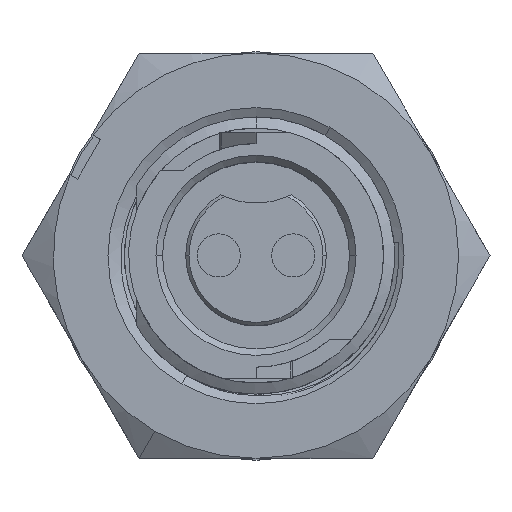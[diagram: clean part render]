
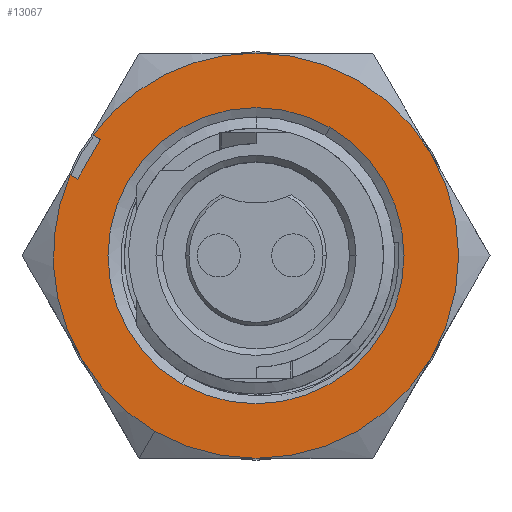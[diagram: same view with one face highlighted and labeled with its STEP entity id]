
A CAD part, top view. The second image highlights one B-rep face of the part: STEP entity #13067.
In plain terms, the highlighted planar face has unit normal (0, 0, 1).
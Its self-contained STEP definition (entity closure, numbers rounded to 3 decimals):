
#92 = EDGE_CURVE ( 'NONE', #9913, #5795, #10063, .T. ) ;
#122 = CARTESIAN_POINT ( 'NONE',  ( -6.934, 2.977, 10.236 ) ) ;
#160 = DIRECTION ( 'NONE',  ( 0., 0., -1. ) ) ;
#466 = DIRECTION ( 'NONE',  ( -0.5, -0.866, 0. ) ) ;
#599 = CIRCLE ( 'NONE', #13962, 7.874 ) ;
#619 = CIRCLE ( 'NONE', #10547, 7.874 ) ;
#672 = ORIENTED_EDGE ( 'NONE', *, *, #8056, .F. ) ;
#683 = CARTESIAN_POINT ( 'NONE',  ( -6.045, 4.516, 10.236 ) ) ;
#693 = ORIENTED_EDGE ( 'NONE', *, *, #7436, .T. ) ;
#814 = VERTEX_POINT ( 'NONE', #2838 ) ;
#1056 = ORIENTED_EDGE ( 'NONE', *, *, #8290, .F. ) ;
#1059 = PLANE ( 'NONE',  #10319 ) ;
#1144 = ORIENTED_EDGE ( 'NONE', *, *, #92, .F. ) ;
#1176 = ORIENTED_EDGE ( 'NONE', *, *, #10774, .F. ) ;
#1271 = DIRECTION ( 'NONE',  ( -0.5, -0.866, 0. ) ) ;
#1291 = AXIS2_PLACEMENT_3D ( 'NONE', #12755, #12829, #2850 ) ;
#1539 = AXIS2_PLACEMENT_3D ( 'NONE', #13537, #10425, #466 ) ;
#1738 = CARTESIAN_POINT ( 'NONE',  ( -6.934, 2.977, 10.236 ) ) ;
#1812 = CARTESIAN_POINT ( 'NONE',  ( 0., 0., 10.236 ) ) ;
#1894 = CARTESIAN_POINT ( 'NONE',  ( -7.22, 3.142, 10.236 ) ) ;
#2116 = CARTESIAN_POINT ( 'NONE',  ( 0., 0., 10.236 ) ) ;
#2256 = EDGE_LOOP ( 'NONE', ( #10648, #11591, #1176, #1144, #672, #13381, #10773, #4492, #1056, #3786 ) ) ;
#2377 = DIRECTION ( 'NONE',  ( 0., 0., -1. ) ) ;
#2838 = CARTESIAN_POINT ( 'NONE',  ( -6.331, 4.682, 10.236 ) ) ;
#2850 = DIRECTION ( 'NONE',  ( -0.5, -0.866, 0. ) ) ;
#2968 = VERTEX_POINT ( 'NONE', #683 ) ;
#3128 = DIRECTION ( 'NONE',  ( 0., 0., -1. ) ) ;
#3394 = DIRECTION ( 'NONE',  ( -0.5, -0.866, 0. ) ) ;
#3499 = DIRECTION ( 'NONE',  ( 0.5, 0.866, 0. ) ) ;
#3786 = ORIENTED_EDGE ( 'NONE', *, *, #8537, .F. ) ;
#4120 = CARTESIAN_POINT ( 'NONE',  ( 6.819, -3.937, 10.236 ) ) ;
#4172 = CARTESIAN_POINT ( 'NONE',  ( 6.819, 3.937, 10.236 ) ) ;
#4188 = DIRECTION ( 'NONE',  ( -0.5, -0.866, 0. ) ) ;
#4253 = DIRECTION ( 'NONE',  ( -0.5, -0.866, 0. ) ) ;
#4414 = CIRCLE ( 'NONE', #8829, 5.753 ) ;
#4492 = ORIENTED_EDGE ( 'NONE', *, *, #11117, .F. ) ;
#4709 = VERTEX_POINT ( 'NONE', #11159 ) ;
#4821 = CARTESIAN_POINT ( 'NONE',  ( 0., 7.874, 10.236 ) ) ;
#4918 = CARTESIAN_POINT ( 'NONE',  ( -2.877, -4.982, 10.236 ) ) ;
#5451 = CIRCLE ( 'NONE', #1291, 7.874 ) ;
#5492 = DIRECTION ( 'NONE',  ( 0., 0., -1. ) ) ;
#5702 = CIRCLE ( 'NONE', #11678, 7.874 ) ;
#5732 = CARTESIAN_POINT ( 'NONE',  ( 0., 0., 10.236 ) ) ;
#5795 = VERTEX_POINT ( 'NONE', #1738 ) ;
#5852 = EDGE_CURVE ( 'NONE', #13290, #9687, #8896, .T. ) ;
#6077 = EDGE_CURVE ( 'NONE', #9687, #8281, #13319, .T. ) ;
#6480 = VERTEX_POINT ( 'NONE', #4120 ) ;
#6661 = AXIS2_PLACEMENT_3D ( 'NONE', #7918, #8845, #6688 ) ;
#6688 = DIRECTION ( 'NONE',  ( -0.5, -0.866, 0. ) ) ;
#6885 = CARTESIAN_POINT ( 'NONE',  ( 0., -7.874, 10.236 ) ) ;
#7280 = CARTESIAN_POINT ( 'NONE',  ( -6.819, -3.937, 10.236 ) ) ;
#7436 = EDGE_CURVE ( 'NONE', #9817, #4709, #4414, .T. ) ;
#7537 = FACE_OUTER_BOUND ( 'NONE', #2256, .T. ) ;
#7918 = CARTESIAN_POINT ( 'NONE',  ( 0., 0., 10.236 ) ) ;
#7919 = DIRECTION ( 'NONE',  ( -0.866, 0.5, 0. ) ) ;
#7935 = DIRECTION ( 'NONE',  ( 0.866, -0.5, 0. ) ) ;
#7986 = DIRECTION ( 'NONE',  ( -0.5, -0.866, 0. ) ) ;
#8035 = VECTOR ( 'NONE', #3499, 1000. ) ;
#8056 = EDGE_CURVE ( 'NONE', #8281, #9913, #5451, .T. ) ;
#8281 = VERTEX_POINT ( 'NONE', #7280 ) ;
#8290 = EDGE_CURVE ( 'NONE', #13019, #6480, #5702, .T. ) ;
#8502 = DIRECTION ( 'NONE',  ( -0.5, -0.866, 0. ) ) ;
#8537 = EDGE_CURVE ( 'NONE', #13308, #13019, #599, .T. ) ;
#8571 = EDGE_LOOP ( 'NONE', ( #13222, #693 ) ) ;
#8829 = AXIS2_PLACEMENT_3D ( 'NONE', #1812, #14151, #4253 ) ;
#8845 = DIRECTION ( 'NONE',  ( 0., 0., -1. ) ) ;
#8859 = CARTESIAN_POINT ( 'NONE',  ( -8.185, 3.699, 10.236 ) ) ;
#8896 = CIRCLE ( 'NONE', #13503, 7.874 ) ;
#8919 = DIRECTION ( 'NONE',  ( 0., 0., -1. ) ) ;
#9131 = LINE ( 'NONE', #11348, #14239 ) ;
#9687 = VERTEX_POINT ( 'NONE', #12106 ) ;
#9817 = VERTEX_POINT ( 'NONE', #4918 ) ;
#9913 = VERTEX_POINT ( 'NONE', #1894 ) ;
#10063 = LINE ( 'NONE', #8859, #13178 ) ;
#10079 = EDGE_CURVE ( 'NONE', #4709, #9817, #11010, .T. ) ;
#10319 = AXIS2_PLACEMENT_3D ( 'NONE', #11920, #5492, #14289 ) ;
#10425 = DIRECTION ( 'NONE',  ( 0., 0., -1. ) ) ;
#10508 = CARTESIAN_POINT ( 'NONE',  ( 0., 0., 10.236 ) ) ;
#10547 = AXIS2_PLACEMENT_3D ( 'NONE', #5732, #160, #7986 ) ;
#10648 = ORIENTED_EDGE ( 'NONE', *, *, #11741, .F. ) ;
#10773 = ORIENTED_EDGE ( 'NONE', *, *, #5852, .F. ) ;
#10774 = EDGE_CURVE ( 'NONE', #5795, #2968, #11112, .T. ) ;
#10988 = FACE_BOUND ( 'NONE', #8571, .T. ) ;
#11010 = CIRCLE ( 'NONE', #12387, 5.753 ) ;
#11112 = LINE ( 'NONE', #122, #8035 ) ;
#11117 = EDGE_CURVE ( 'NONE', #6480, #13290, #12397, .T. ) ;
#11159 = CARTESIAN_POINT ( 'NONE',  ( 2.877, 4.982, 10.236 ) ) ;
#11348 = CARTESIAN_POINT ( 'NONE',  ( -7.296, 5.239, 10.236 ) ) ;
#11591 = ORIENTED_EDGE ( 'NONE', *, *, #11806, .F. ) ;
#11678 = AXIS2_PLACEMENT_3D ( 'NONE', #10508, #3128, #8502 ) ;
#11741 = EDGE_CURVE ( 'NONE', #814, #13308, #619, .T. ) ;
#11806 = EDGE_CURVE ( 'NONE', #2968, #814, #9131, .T. ) ;
#11920 = CARTESIAN_POINT ( 'NONE',  ( 13.638, -7.874, 10.236 ) ) ;
#12053 = CARTESIAN_POINT ( 'NONE',  ( 0., 0., 10.236 ) ) ;
#12106 = CARTESIAN_POINT ( 'NONE',  ( -3.937, -6.819, 10.236 ) ) ;
#12230 = CARTESIAN_POINT ( 'NONE',  ( 0., 0., 10.236 ) ) ;
#12387 = AXIS2_PLACEMENT_3D ( 'NONE', #12053, #2377, #1271 ) ;
#12397 = CIRCLE ( 'NONE', #1539, 7.874 ) ;
#12755 = CARTESIAN_POINT ( 'NONE',  ( 0., 0., 10.236 ) ) ;
#12829 = DIRECTION ( 'NONE',  ( 0., 0., -1. ) ) ;
#13019 = VERTEX_POINT ( 'NONE', #4172 ) ;
#13067 = ADVANCED_FACE ( 'NONE', ( #10988, #7537 ), #1059, .F. ) ;
#13178 = VECTOR ( 'NONE', #7935, 1000. ) ;
#13222 = ORIENTED_EDGE ( 'NONE', *, *, #10079, .T. ) ;
#13290 = VERTEX_POINT ( 'NONE', #6885 ) ;
#13308 = VERTEX_POINT ( 'NONE', #4821 ) ;
#13319 = CIRCLE ( 'NONE', #6661, 7.874 ) ;
#13381 = ORIENTED_EDGE ( 'NONE', *, *, #6077, .F. ) ;
#13503 = AXIS2_PLACEMENT_3D ( 'NONE', #2116, #14234, #4188 ) ;
#13537 = CARTESIAN_POINT ( 'NONE',  ( 0., 0., 10.236 ) ) ;
#13962 = AXIS2_PLACEMENT_3D ( 'NONE', #12230, #8919, #3394 ) ;
#14151 = DIRECTION ( 'NONE',  ( 0., 0., -1. ) ) ;
#14234 = DIRECTION ( 'NONE',  ( 0., 0., -1. ) ) ;
#14239 = VECTOR ( 'NONE', #7919, 1000. ) ;
#14289 = DIRECTION ( 'NONE',  ( 0., -1., 0. ) ) ;
